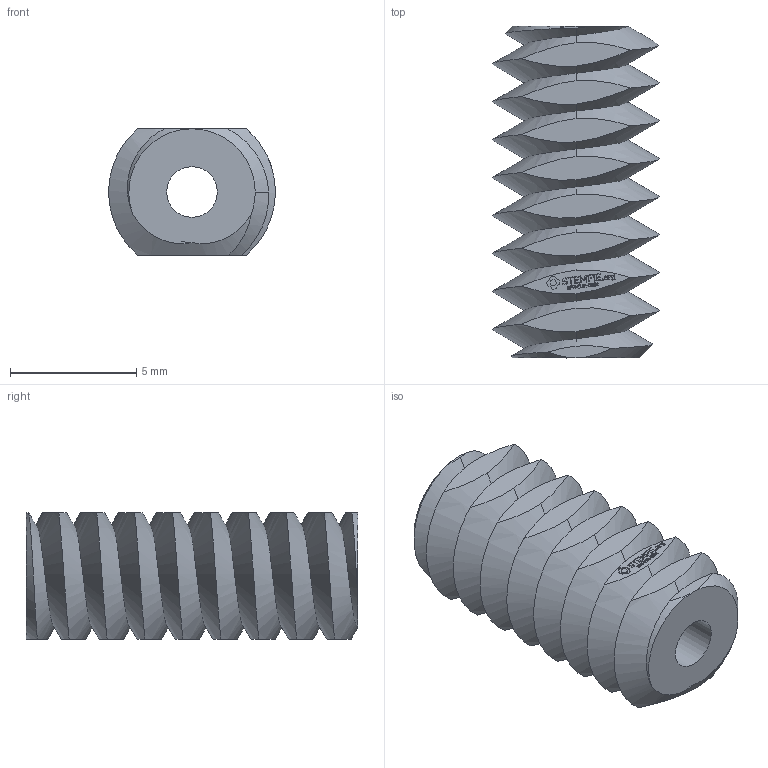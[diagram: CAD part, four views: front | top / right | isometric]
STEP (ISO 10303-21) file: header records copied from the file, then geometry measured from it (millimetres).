
FILE_DESCRIPTION(('FreeCAD Model'),'2;1');
FILE_NAME('Open CASCADE Shape Model','2023-11-29T16:35:31',(''),(''), 'Open CASCADE STEP processor 7.6','FreeCAD','Unknown');
FILE_SCHEMA(('AUTOMOTIVE_DESIGN { 1 0 10303 214 1 1 1 1 }'));
Length unit declared in the file: millimetre
Products named in the file (1): Threaded Rod FL-RH BU00.25 - SPN-THR-0001 (stemfie.org)
Bounding box: 6.6 x 13.12 x 5 mm (x, y, z)
Volume: 237.8 mm3; surface area: 497.7 mm2
Topology: 1 solids, 1 shells, 494 faces, 1368 edges, 908 vertices
Faces by surface type: plane 330, extrusion 136, bspline 20, cone 7, cylinder 1
Full cylindrical faces by diameter (mm): 2 x1
Entity records: 40121 total; most frequent: CARTESIAN_POINT 14063, DIRECTION 4127, VECTOR 3408, LINE 3272, ORIENTED_EDGE 2736, PCURVE 2736, DEFINITIONAL_REPRESENTATION 2736, EDGE_CURVE 1368
